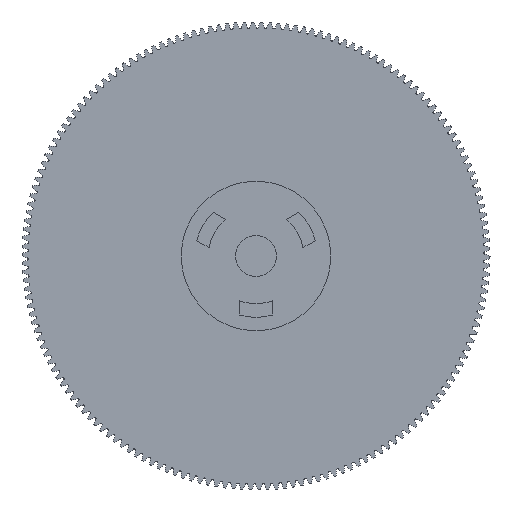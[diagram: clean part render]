
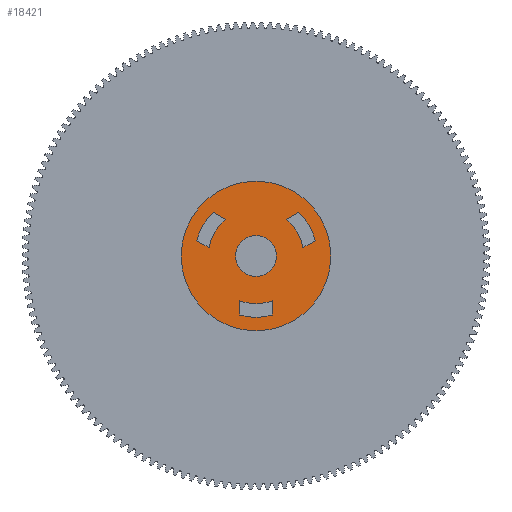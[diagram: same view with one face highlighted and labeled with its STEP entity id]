
A CAD part, front view. The second image highlights one B-rep face of the part: STEP entity #18421.
In plain terms, the highlighted free-form (B-spline) face has degree [1, 1] with [2, 2] control points.
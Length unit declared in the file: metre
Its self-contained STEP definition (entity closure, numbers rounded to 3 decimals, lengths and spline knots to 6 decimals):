
#352=LINE('',#26438,#1056);
#353=LINE('',#26445,#1057);
#354=LINE('',#26452,#1058);
#355=LINE('',#26457,#1059);
#356=LINE('',#26463,#1060);
#357=LINE('',#26467,#1061);
#1056=VECTOR('',#21557,1.);
#1057=VECTOR('',#21562,1.);
#1058=VECTOR('',#21571,1.);
#1059=VECTOR('',#21574,1.);
#1060=VECTOR('',#21579,1.);
#1061=VECTOR('',#21582,1.);
#1760=B_SPLINE_SURFACE_WITH_KNOTS('',1,1,((#26434,#26435),(#26436,#26437)),
 .PLANE_SURF.,.F.,.F.,.F.,(2,2),(2,2),(0.041942,0.956121),
(0.045438,0.957268),.PIECEWISE_BEZIER_KNOTS.);
#1785=ORIENTED_EDGE('',*,*,#8025,.F.);
#1786=ORIENTED_EDGE('',*,*,#8026,.T.);
#1787=ORIENTED_EDGE('',*,*,#8027,.T.);
#1788=ORIENTED_EDGE('',*,*,#8028,.T.);
#1789=ORIENTED_EDGE('',*,*,#8029,.F.);
#1790=ORIENTED_EDGE('',*,*,#8030,.F.);
#1791=ORIENTED_EDGE('',*,*,#8021,.F.);
#1792=ORIENTED_EDGE('',*,*,#8031,.F.);
#1793=ORIENTED_EDGE('',*,*,#8032,.T.);
#1794=ORIENTED_EDGE('',*,*,#8017,.T.);
#1795=ORIENTED_EDGE('',*,*,#8033,.F.);
#1796=ORIENTED_EDGE('',*,*,#8034,.T.);
#1797=ORIENTED_EDGE('',*,*,#8035,.T.);
#1798=ORIENTED_EDGE('',*,*,#8036,.F.);
#1799=ORIENTED_EDGE('',*,*,#8037,.T.);
#1800=ORIENTED_EDGE('',*,*,#8038,.T.);
#1801=ORIENTED_EDGE('',*,*,#8039,.F.);
#1802=ORIENTED_EDGE('',*,*,#8040,.F.);
#8017=EDGE_CURVE('',#11137,#11138,#13221,.T.);
#8021=EDGE_CURVE('',#11141,#11142,#13223,.T.);
#8025=EDGE_CURVE('',#11145,#11146,#352,.T.);
#8026=EDGE_CURVE('',#11145,#11147,#13225,.T.);
#8027=EDGE_CURVE('',#11147,#11148,#13226,.T.);
#8028=EDGE_CURVE('',#11148,#11149,#353,.T.);
#8029=EDGE_CURVE('',#11150,#11149,#13227,.T.);
#8030=EDGE_CURVE('',#11146,#11150,#13228,.T.);
#8031=EDGE_CURVE('',#11142,#11141,#13229,.T.);
#8032=EDGE_CURVE('',#11138,#11137,#13230,.T.);
#8033=EDGE_CURVE('',#11151,#11152,#354,.T.);
#8034=EDGE_CURVE('',#11151,#11153,#13231,.T.);
#8035=EDGE_CURVE('',#11153,#11154,#355,.T.);
#8036=EDGE_CURVE('',#11152,#11154,#13232,.T.);
#8037=EDGE_CURVE('',#11155,#11156,#13233,.T.);
#8038=EDGE_CURVE('',#11156,#11157,#356,.T.);
#8039=EDGE_CURVE('',#11158,#11157,#13234,.T.);
#8040=EDGE_CURVE('',#11155,#11158,#357,.T.);
#11137=VERTEX_POINT('',#26407);
#11138=VERTEX_POINT('',#26408);
#11141=VERTEX_POINT('',#26425);
#11142=VERTEX_POINT('',#26426);
#11145=VERTEX_POINT('',#26439);
#11146=VERTEX_POINT('',#26440);
#11147=VERTEX_POINT('',#26442);
#11148=VERTEX_POINT('',#26444);
#11149=VERTEX_POINT('',#26446);
#11150=VERTEX_POINT('',#26448);
#11151=VERTEX_POINT('',#26453);
#11152=VERTEX_POINT('',#26454);
#11153=VERTEX_POINT('',#26456);
#11154=VERTEX_POINT('',#26458);
#11155=VERTEX_POINT('',#26461);
#11156=VERTEX_POINT('',#26462);
#11157=VERTEX_POINT('',#26464);
#11158=VERTEX_POINT('',#26466);
#13221=CIRCLE('',#19475,0.0275);
#13223=CIRCLE('',#19477,0.0075);
#13225=CIRCLE('',#19479,0.0175);
#13226=CIRCLE('',#19480,0.0175);
#13227=CIRCLE('',#19481,0.0225);
#13228=CIRCLE('',#19482,0.0225);
#13229=CIRCLE('',#19483,0.0075);
#13230=CIRCLE('',#19484,0.0275);
#13231=CIRCLE('',#19485,0.0175);
#13232=CIRCLE('',#19486,0.0225);
#13233=CIRCLE('',#19487,0.0175);
#13234=CIRCLE('',#19488,0.0225);
#15295=EDGE_LOOP('',(#1785,#1786,#1787,#1788,#1789,#1790));
#15296=EDGE_LOOP('',(#1791,#1792));
#15297=EDGE_LOOP('',(#1793,#1794));
#15298=EDGE_LOOP('',(#1795,#1796,#1797,#1798));
#15299=EDGE_LOOP('',(#1799,#1800,#1801,#1802));
#16343=FACE_BOUND('',#15295,.T.);
#16344=FACE_BOUND('',#15296,.T.);
#16345=FACE_BOUND('',#15297,.T.);
#16346=FACE_BOUND('',#15298,.T.);
#16347=FACE_BOUND('',#15299,.T.);
#18421=ADVANCED_FACE('',(#16343,#16344,#16345,#16346,#16347),#1760,.T.);
#19475=AXIS2_PLACEMENT_3D('',#26406,#21549,#21550);
#19477=AXIS2_PLACEMENT_3D('',#26424,#21553,#21554);
#19479=AXIS2_PLACEMENT_3D('',#26441,#21558,#21559);
#19480=AXIS2_PLACEMENT_3D('',#26443,#21560,#21561);
#19481=AXIS2_PLACEMENT_3D('',#26447,#21563,#21564);
#19482=AXIS2_PLACEMENT_3D('',#26449,#21565,#21566);
#19483=AXIS2_PLACEMENT_3D('',#26450,#21567,#21568);
#19484=AXIS2_PLACEMENT_3D('',#26451,#21569,#21570);
#19485=AXIS2_PLACEMENT_3D('',#26455,#21572,#21573);
#19486=AXIS2_PLACEMENT_3D('',#26459,#21575,#21576);
#19487=AXIS2_PLACEMENT_3D('',#26460,#21577,#21578);
#19488=AXIS2_PLACEMENT_3D('',#26465,#21580,#21581);
#21549=DIRECTION('',(0.,-1.,0.));
#21550=DIRECTION('',(0.,0.,-1.));
#21553=DIRECTION('',(0.,-1.,0.));
#21554=DIRECTION('',(0.,0.,-1.));
#21557=DIRECTION('',(0.,0.,-1.));
#21558=DIRECTION('',(0.,-1.,0.));
#21559=DIRECTION('',(0.,0.,-1.));
#21560=DIRECTION('',(0.,-1.,0.));
#21561=DIRECTION('',(0.,0.,-1.));
#21562=DIRECTION('',(0.,0.,-1.));
#21563=DIRECTION('',(0.,-1.,0.));
#21564=DIRECTION('',(0.,0.,-1.));
#21565=DIRECTION('',(0.,-1.,0.));
#21566=DIRECTION('',(0.,0.,-1.));
#21567=DIRECTION('',(0.,-1.,0.));
#21568=DIRECTION('',(0.,0.,-1.));
#21569=DIRECTION('',(0.,-1.,0.));
#21570=DIRECTION('',(0.,0.,-1.));
#21571=DIRECTION('',(-0.866,0.,0.5));
#21572=DIRECTION('',(0.,-1.,0.));
#21573=DIRECTION('',(0.,0.,-1.));
#21574=DIRECTION('',(-0.866,0.,0.5));
#21575=DIRECTION('',(0.,-1.,0.));
#21576=DIRECTION('',(0.,0.,-1.));
#21577=DIRECTION('',(0.,-1.,0.));
#21578=DIRECTION('',(0.,0.,-1.));
#21579=DIRECTION('',(0.866,0.,0.5));
#21580=DIRECTION('',(0.,-1.,0.));
#21581=DIRECTION('',(0.,0.,-1.));
#21582=DIRECTION('',(0.866,0.,0.5));
#26406=CARTESIAN_POINT('',(-0.083787,-0.006,0.01));
#26407=CARTESIAN_POINT('',(-0.083787,-0.006,-0.0175));
#26408=CARTESIAN_POINT('',(-0.083787,-0.006,0.0375));
#26424=CARTESIAN_POINT('',(-0.083787,-0.006,0.01));
#26425=CARTESIAN_POINT('',(-0.083787,-0.006,0.0175));
#26426=CARTESIAN_POINT('',(-0.083787,-0.006,0.0025));
#26434=CARTESIAN_POINT('',(-0.111832,-0.006,-0.017831));
#26435=CARTESIAN_POINT('',(-0.111832,-0.006,0.037997));
#26436=CARTESIAN_POINT('',(-0.05586,-0.006,-0.017831));
#26437=CARTESIAN_POINT('',(-0.05586,-0.006,0.037997));
#26438=CARTESIAN_POINT('',(-0.089787,-0.006,-0.009062));
#26439=CARTESIAN_POINT('',(-0.089787,-0.006,-0.006439));
#26440=CARTESIAN_POINT('',(-0.089787,-0.006,-0.011685));
#26441=CARTESIAN_POINT('',(-0.083787,-0.006,0.01));
#26442=CARTESIAN_POINT('',(-0.083787,-0.006,-0.0075));
#26443=CARTESIAN_POINT('',(-0.083787,-0.006,0.01));
#26444=CARTESIAN_POINT('',(-0.077787,-0.006,-0.006439));
#26445=CARTESIAN_POINT('',(-0.077787,-0.006,-0.009062));
#26446=CARTESIAN_POINT('',(-0.077787,-0.006,-0.011685));
#26447=CARTESIAN_POINT('',(-0.083787,-0.006,0.01));
#26448=CARTESIAN_POINT('',(-0.083787,-0.006,-0.0125));
#26449=CARTESIAN_POINT('',(-0.083787,-0.006,0.01));
#26450=CARTESIAN_POINT('',(-0.083787,-0.006,0.01));
#26451=CARTESIAN_POINT('',(-0.083787,-0.006,0.01));
#26452=CARTESIAN_POINT('',(-0.097295,-0.006,0.024727));
#26453=CARTESIAN_POINT('',(-0.095024,-0.006,0.023416));
#26454=CARTESIAN_POINT('',(-0.099567,-0.006,0.026039));
#26455=CARTESIAN_POINT('',(-0.083787,-0.006,0.01));
#26456=CARTESIAN_POINT('',(-0.101024,-0.006,0.013023));
#26457=CARTESIAN_POINT('',(-0.103295,-0.006,0.014335));
#26458=CARTESIAN_POINT('',(-0.105567,-0.006,0.015646));
#26459=CARTESIAN_POINT('',(-0.083787,-0.006,0.01));
#26460=CARTESIAN_POINT('',(-0.083787,-0.006,0.01));
#26461=CARTESIAN_POINT('',(-0.06655,-0.006,0.013023));
#26462=CARTESIAN_POINT('',(-0.07255,-0.006,0.023416));
#26463=CARTESIAN_POINT('',(-0.070278,-0.006,0.024727));
#26464=CARTESIAN_POINT('',(-0.068007,-0.006,0.026039));
#26465=CARTESIAN_POINT('',(-0.083787,-0.006,0.01));
#26466=CARTESIAN_POINT('',(-0.062007,-0.006,0.015646));
#26467=CARTESIAN_POINT('',(-0.064278,-0.006,0.014335));
